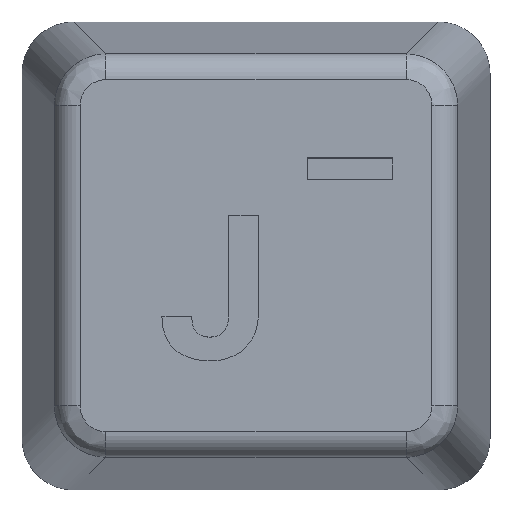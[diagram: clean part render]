
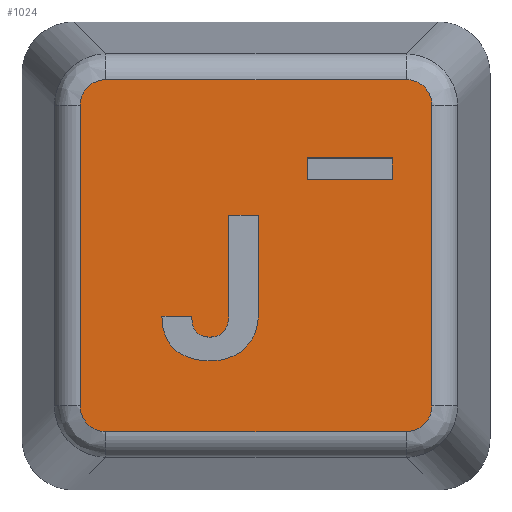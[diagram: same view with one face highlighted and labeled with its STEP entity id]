
A CAD part, top view. The second image highlights one B-rep face of the part: STEP entity #1024.
In plain terms, the highlighted planar face has unit normal (0, 0, 1).
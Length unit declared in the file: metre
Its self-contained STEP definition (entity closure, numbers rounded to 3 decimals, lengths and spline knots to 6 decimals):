
#38=CIRCLE('',#1103,0.001583);
#50=B_SPLINE_CURVE_WITH_KNOTS('',2,(#1481,#1482,#1483),.UNSPECIFIED.,.F.,
 .F.,(3,3),(0.,1.),.PIECEWISE_BEZIER_KNOTS.);
#51=B_SPLINE_CURVE_WITH_KNOTS('',2,(#1487,#1488,#1489),.UNSPECIFIED.,.F.,
 .F.,(3,3),(0.,1.),.PIECEWISE_BEZIER_KNOTS.);
#52=B_SPLINE_CURVE_WITH_KNOTS('',2,(#1491,#1492,#1493),.UNSPECIFIED.,.F.,
 .F.,(3,3),(0.,1.),.PIECEWISE_BEZIER_KNOTS.);
#53=B_SPLINE_CURVE_WITH_KNOTS('',2,(#1495,#1496,#1497),.UNSPECIFIED.,.F.,
 .F.,(3,3),(0.,1.),.PIECEWISE_BEZIER_KNOTS.);
#54=B_SPLINE_CURVE_WITH_KNOTS('',2,(#1501,#1502,#1503),.UNSPECIFIED.,.F.,
 .F.,(3,3),(0.,1.),.PIECEWISE_BEZIER_KNOTS.);
#55=B_SPLINE_CURVE_WITH_KNOTS('',2,(#1505,#1506,#1507),.UNSPECIFIED.,.F.,
 .F.,(3,3),(0.,1.),.PIECEWISE_BEZIER_KNOTS.);
#56=B_SPLINE_CURVE_WITH_KNOTS('',2,(#1509,#1510,#1511),.UNSPECIFIED.,.F.,
 .F.,(3,3),(0.,1.),.PIECEWISE_BEZIER_KNOTS.);
#57=B_SPLINE_CURVE_WITH_KNOTS('',2,(#1513,#1514,#1515),.UNSPECIFIED.,.F.,
 .F.,(3,3),(0.,1.),.PIECEWISE_BEZIER_KNOTS.);
#66=LINE('',#1453,#171);
#67=LINE('',#1457,#172);
#68=LINE('',#1461,#173);
#69=LINE('',#1465,#174);
#70=LINE('',#1466,#175);
#71=LINE('',#1469,#176);
#72=LINE('',#1471,#177);
#73=LINE('',#1473,#178);
#74=LINE('',#1474,#179);
#75=LINE('',#1477,#180);
#76=LINE('',#1479,#181);
#77=LINE('',#1499,#182);
#171=VECTOR('',#1185,1.);
#172=VECTOR('',#1188,1.);
#173=VECTOR('',#1191,1.);
#174=VECTOR('',#1194,1.);
#175=VECTOR('',#1195,1.);
#176=VECTOR('',#1196,1.);
#177=VECTOR('',#1197,1.);
#178=VECTOR('',#1198,1.);
#179=VECTOR('',#1199,1.);
#180=VECTOR('',#1200,1.);
#181=VECTOR('',#1201,1.);
#182=VECTOR('',#1204,1.);
#276=ORIENTED_EDGE('',*,*,#582,.F.);
#277=ORIENTED_EDGE('',*,*,#583,.T.);
#278=ORIENTED_EDGE('',*,*,#584,.F.);
#279=ORIENTED_EDGE('',*,*,#585,.T.);
#280=ORIENTED_EDGE('',*,*,#586,.F.);
#281=ORIENTED_EDGE('',*,*,#587,.T.);
#282=ORIENTED_EDGE('',*,*,#588,.F.);
#283=ORIENTED_EDGE('',*,*,#589,.T.);
#284=ORIENTED_EDGE('',*,*,#590,.T.);
#285=ORIENTED_EDGE('',*,*,#591,.T.);
#286=ORIENTED_EDGE('',*,*,#592,.T.);
#287=ORIENTED_EDGE('',*,*,#593,.T.);
#288=ORIENTED_EDGE('',*,*,#594,.T.);
#289=ORIENTED_EDGE('',*,*,#595,.T.);
#290=ORIENTED_EDGE('',*,*,#596,.T.);
#291=ORIENTED_EDGE('',*,*,#597,.T.);
#292=ORIENTED_EDGE('',*,*,#598,.T.);
#293=ORIENTED_EDGE('',*,*,#599,.T.);
#294=ORIENTED_EDGE('',*,*,#600,.T.);
#295=ORIENTED_EDGE('',*,*,#601,.T.);
#296=ORIENTED_EDGE('',*,*,#602,.T.);
#297=ORIENTED_EDGE('',*,*,#603,.T.);
#298=ORIENTED_EDGE('',*,*,#604,.T.);
#299=ORIENTED_EDGE('',*,*,#605,.T.);
#300=ORIENTED_EDGE('',*,*,#606,.T.);
#582=EDGE_CURVE('',#735,#736,#835,.F.);
#583=EDGE_CURVE('',#735,#737,#66,.T.);
#584=EDGE_CURVE('',#738,#737,#836,.F.);
#585=EDGE_CURVE('',#738,#739,#67,.T.);
#586=EDGE_CURVE('',#740,#739,#837,.F.);
#587=EDGE_CURVE('',#740,#741,#68,.T.);
#588=EDGE_CURVE('',#742,#741,#838,.F.);
#589=EDGE_CURVE('',#742,#736,#69,.T.);
#590=EDGE_CURVE('',#743,#744,#70,.T.);
#591=EDGE_CURVE('',#744,#745,#71,.T.);
#592=EDGE_CURVE('',#745,#746,#72,.T.);
#593=EDGE_CURVE('',#746,#743,#73,.T.);
#594=EDGE_CURVE('',#747,#748,#74,.T.);
#595=EDGE_CURVE('',#748,#749,#75,.T.);
#596=EDGE_CURVE('',#749,#750,#76,.T.);
#597=EDGE_CURVE('',#750,#751,#50,.T.);
#598=EDGE_CURVE('',#751,#752,#38,.F.);
#599=EDGE_CURVE('',#752,#753,#51,.T.);
#600=EDGE_CURVE('',#753,#754,#52,.T.);
#601=EDGE_CURVE('',#754,#755,#53,.T.);
#602=EDGE_CURVE('',#755,#756,#77,.T.);
#603=EDGE_CURVE('',#756,#757,#54,.T.);
#604=EDGE_CURVE('',#757,#758,#55,.T.);
#605=EDGE_CURVE('',#758,#759,#56,.T.);
#606=EDGE_CURVE('',#759,#747,#57,.T.);
#735=VERTEX_POINT('',#1451);
#736=VERTEX_POINT('',#1452);
#737=VERTEX_POINT('',#1454);
#738=VERTEX_POINT('',#1456);
#739=VERTEX_POINT('',#1458);
#740=VERTEX_POINT('',#1460);
#741=VERTEX_POINT('',#1462);
#742=VERTEX_POINT('',#1464);
#743=VERTEX_POINT('',#1467);
#744=VERTEX_POINT('',#1468);
#745=VERTEX_POINT('',#1470);
#746=VERTEX_POINT('',#1472);
#747=VERTEX_POINT('',#1475);
#748=VERTEX_POINT('',#1476);
#749=VERTEX_POINT('',#1478);
#750=VERTEX_POINT('',#1480);
#751=VERTEX_POINT('',#1484);
#752=VERTEX_POINT('',#1486);
#753=VERTEX_POINT('',#1490);
#754=VERTEX_POINT('',#1494);
#755=VERTEX_POINT('',#1498);
#756=VERTEX_POINT('',#1500);
#757=VERTEX_POINT('',#1504);
#758=VERTEX_POINT('',#1508);
#759=VERTEX_POINT('',#1512);
#835=ELLIPSE('',#1099,0.00102,0.001);
#836=ELLIPSE('',#1100,0.00102,0.001);
#837=ELLIPSE('',#1101,0.00102,0.001);
#838=ELLIPSE('',#1102,0.00102,0.001);
#855=EDGE_LOOP('',(#276,#277,#278,#279,#280,#281,#282,#283));
#856=EDGE_LOOP('',(#284,#285,#286,#287));
#857=EDGE_LOOP('',(#288,#289,#290,#291,#292,#293,#294,#295,#296,#297,#298,
#299,#300));
#922=FACE_BOUND('',#855,.T.);
#923=FACE_BOUND('',#856,.T.);
#924=FACE_BOUND('',#857,.T.);
#989=PLANE('',#1098);
#1024=ADVANCED_FACE('',(#922,#923,#924),#989,.T.);
#1098=AXIS2_PLACEMENT_3D('',#1449,#1181,#1182);
#1099=AXIS2_PLACEMENT_3D('',#1450,#1183,#1184);
#1100=AXIS2_PLACEMENT_3D('',#1455,#1186,#1187);
#1101=AXIS2_PLACEMENT_3D('',#1459,#1189,#1190);
#1102=AXIS2_PLACEMENT_3D('',#1463,#1192,#1193);
#1103=AXIS2_PLACEMENT_3D('',#1485,#1202,#1203);
#1181=DIRECTION('',(0.,0.,1.));
#1182=DIRECTION('',(1.,0.,0.));
#1183=DIRECTION('',(0.,0.,1.));
#1184=DIRECTION('',(-0.707,-0.707,0.));
#1185=DIRECTION('',(-1.,0.,0.));
#1186=DIRECTION('',(0.,0.,1.));
#1187=DIRECTION('',(0.707,-0.707,0.));
#1188=DIRECTION('',(0.,-1.,0.));
#1189=DIRECTION('',(0.,0.,1.));
#1190=DIRECTION('',(0.707,0.707,0.));
#1191=DIRECTION('',(1.,0.,0.));
#1192=DIRECTION('',(0.,0.,1.));
#1193=DIRECTION('',(-0.707,0.707,0.));
#1194=DIRECTION('',(0.,1.,0.));
#1195=DIRECTION('',(0.,-1.,0.));
#1196=DIRECTION('',(-1.,0.,0.));
#1197=DIRECTION('',(0.,1.,0.));
#1198=DIRECTION('',(1.,0.,0.));
#1199=DIRECTION('',(0.,1.,0.));
#1200=DIRECTION('',(1.,0.,0.));
#1201=DIRECTION('',(0.,-1.,0.));
#1202=DIRECTION('',(0.,0.,1.));
#1203=DIRECTION('',(1.,0.,0.));
#1204=DIRECTION('',(1.,0.,0.));
#1449=CARTESIAN_POINT('',(0.141,-0.029,0.0095));
#1450=CARTESIAN_POINT('',(0.146757,-0.023243,0.0095));
#1451=CARTESIAN_POINT('',(0.146777,-0.022233,0.0095));
#1452=CARTESIAN_POINT('',(0.147767,-0.023223,0.0095));
#1453=CARTESIAN_POINT('',(0.141,-0.022233,0.0095));
#1454=CARTESIAN_POINT('',(0.135223,-0.022233,0.0095));
#1455=CARTESIAN_POINT('',(0.135243,-0.023243,0.0095));
#1456=CARTESIAN_POINT('',(0.134233,-0.023223,0.0095));
#1457=CARTESIAN_POINT('',(0.134233,-0.029,0.0095));
#1458=CARTESIAN_POINT('',(0.134233,-0.034777,0.0095));
#1459=CARTESIAN_POINT('',(0.135243,-0.034757,0.0095));
#1460=CARTESIAN_POINT('',(0.135223,-0.035767,0.0095));
#1461=CARTESIAN_POINT('',(0.141,-0.035767,0.0095));
#1462=CARTESIAN_POINT('',(0.146777,-0.035767,0.0095));
#1463=CARTESIAN_POINT('',(0.146757,-0.034757,0.0095));
#1464=CARTESIAN_POINT('',(0.147767,-0.034777,0.0095));
#1465=CARTESIAN_POINT('',(0.147767,-0.029,0.0095));
#1466=CARTESIAN_POINT('',(0.146249,-0.025652,0.0095));
#1467=CARTESIAN_POINT('',(0.146249,-0.025246,0.0095));
#1468=CARTESIAN_POINT('',(0.146249,-0.026057,0.0095));
#1469=CARTESIAN_POINT('',(0.144613,-0.026057,0.0095));
#1470=CARTESIAN_POINT('',(0.142978,-0.026057,0.0095));
#1471=CARTESIAN_POINT('',(0.142978,-0.025652,0.0095));
#1472=CARTESIAN_POINT('',(0.142978,-0.025246,0.0095));
#1473=CARTESIAN_POINT('',(0.144613,-0.025246,0.0095));
#1474=CARTESIAN_POINT('',(0.139952,-0.029359,0.0095));
#1475=CARTESIAN_POINT('',(0.139952,-0.031273,0.0095));
#1476=CARTESIAN_POINT('',(0.139952,-0.027445,0.0095));
#1477=CARTESIAN_POINT('',(0.140522,-0.027445,0.0095));
#1478=CARTESIAN_POINT('',(0.141091,-0.027445,0.0095));
#1479=CARTESIAN_POINT('',(0.141091,-0.029359,0.0095));
#1480=CARTESIAN_POINT('',(0.141091,-0.031273,0.0095));
#1481=CARTESIAN_POINT('',(0.141091,-0.031273,0.0095));
#1482=CARTESIAN_POINT('',(0.141091,-0.0318,0.0095));
#1483=CARTESIAN_POINT('',(0.140858,-0.032205,0.0095));
#1484=CARTESIAN_POINT('',(0.140858,-0.032205,0.0095));
#1485=CARTESIAN_POINT('',(0.139485,-0.031417,0.0095));
#1486=CARTESIAN_POINT('',(0.140199,-0.03283,0.0095));
#1487=CARTESIAN_POINT('',(0.140199,-0.03283,0.0095));
#1488=CARTESIAN_POINT('',(0.139774,-0.033051,0.0095));
#1489=CARTESIAN_POINT('',(0.139238,-0.033051,0.0095));
#1490=CARTESIAN_POINT('',(0.139238,-0.033051,0.0095));
#1491=CARTESIAN_POINT('',(0.139238,-0.033051,0.0095));
#1492=CARTESIAN_POINT('',(0.13836,-0.033051,0.0095));
#1493=CARTESIAN_POINT('',(0.13787,-0.032604,0.0095));
#1494=CARTESIAN_POINT('',(0.13787,-0.032604,0.0095));
#1495=CARTESIAN_POINT('',(0.13787,-0.032604,0.0095));
#1496=CARTESIAN_POINT('',(0.137381,-0.032158,0.0095));
#1497=CARTESIAN_POINT('',(0.137381,-0.031341,0.0095));
#1498=CARTESIAN_POINT('',(0.137381,-0.031341,0.0095));
#1499=CARTESIAN_POINT('',(0.137954,-0.031341,0.0095));
#1500=CARTESIAN_POINT('',(0.138528,-0.031341,0.0095));
#1501=CARTESIAN_POINT('',(0.138528,-0.031341,0.0095));
#1502=CARTESIAN_POINT('',(0.138528,-0.031748,0.0095));
#1503=CARTESIAN_POINT('',(0.138699,-0.031941,0.0095));
#1504=CARTESIAN_POINT('',(0.138699,-0.031941,0.0095));
#1505=CARTESIAN_POINT('',(0.138699,-0.031941,0.0095));
#1506=CARTESIAN_POINT('',(0.138869,-0.032135,0.0095));
#1507=CARTESIAN_POINT('',(0.139238,-0.032135,0.0095));
#1508=CARTESIAN_POINT('',(0.139238,-0.032135,0.0095));
#1509=CARTESIAN_POINT('',(0.139238,-0.032135,0.0095));
#1510=CARTESIAN_POINT('',(0.139564,-0.032135,0.0095));
#1511=CARTESIAN_POINT('',(0.139758,-0.031911,0.0095));
#1512=CARTESIAN_POINT('',(0.139758,-0.031911,0.0095));
#1513=CARTESIAN_POINT('',(0.139758,-0.031911,0.0095));
#1514=CARTESIAN_POINT('',(0.139952,-0.031687,0.0095));
#1515=CARTESIAN_POINT('',(0.139952,-0.031273,0.0095));
